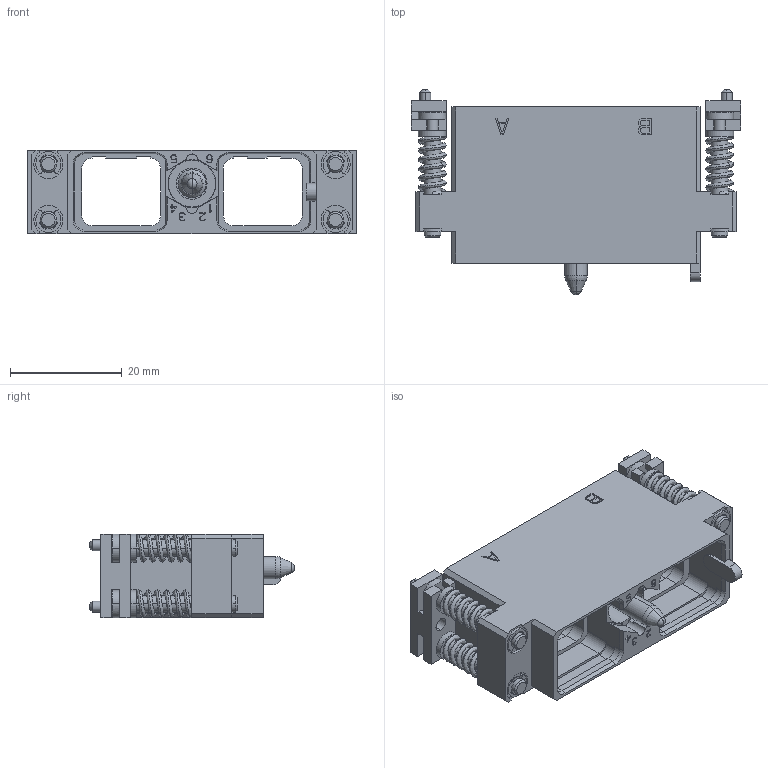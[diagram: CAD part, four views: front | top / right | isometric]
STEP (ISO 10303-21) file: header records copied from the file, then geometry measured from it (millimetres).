
FILE_DESCRIPTION((''),'2;1');
FILE_NAME('SIM2N48V','2019-09-10T',('presta_be4'),(''),'PRO/ENGINEER BY PARAMETRIC TECHNOLOGY CORPORATION, 2014310','PRO/ENGINEER BY PARAMETRIC TECHNOLOGY CORPORATION, 2014310','');
FILE_SCHEMA(('CONFIG_CONTROL_DESIGN'));
Length unit declared in the file: millimetre
Products named in the file (1): SIM2N48V
Bounding box: 59.02 x 36.83 x 15.06 mm (x, y, z)
Volume: 8767 mm3; surface area: 12074.2 mm2
Topology: 1 solids, 1 shells, 909 faces, 2502 edges, 1611 vertices
Faces by surface type: plane 610, cylinder 233, cone 38, bspline 24, sphere 4
Entity records: 41016 total; most frequent: CARTESIAN_POINT 17484, ORIENTED_EDGE 5000, DIRECTION 4798, EDGE_CURVE 2500, VECTOR 1828, LINE 1828, VERTEX_POINT 1611, AXIS2_PLACEMENT_3D 1485
